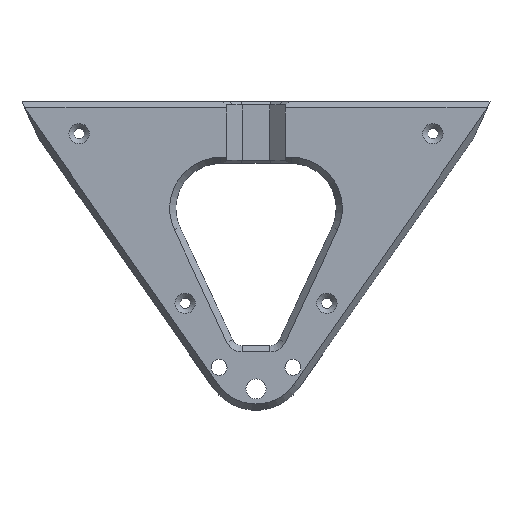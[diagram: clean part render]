
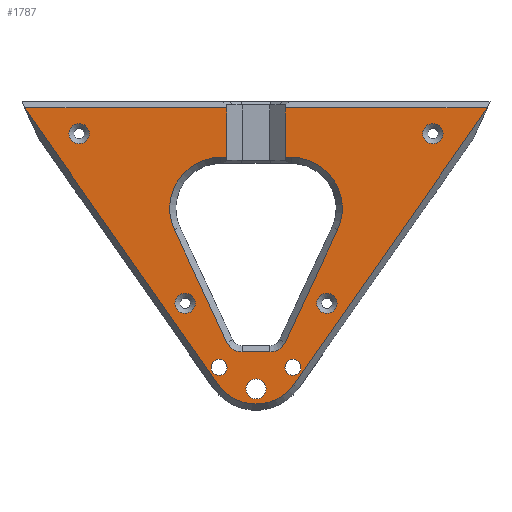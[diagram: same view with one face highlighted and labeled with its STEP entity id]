
A CAD part, top view. The second image highlights one B-rep face of the part: STEP entity #1787.
In plain terms, the highlighted planar face has unit normal (0, 0, 1).
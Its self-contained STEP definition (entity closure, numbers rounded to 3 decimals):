
#21=FACE_BOUND('',#227,.T.);
#22=FACE_BOUND('',#228,.T.);
#23=FACE_BOUND('',#229,.T.);
#24=FACE_BOUND('',#230,.T.);
#25=FACE_BOUND('',#231,.T.);
#26=FACE_BOUND('',#232,.T.);
#27=FACE_BOUND('',#233,.T.);
#42=PLANE('',#1903);
#127=FACE_OUTER_BOUND('',#226,.T.);
#226=EDGE_LOOP('',(#1249,#1250,#1251,#1252,#1253,#1254,#1255,#1256,#1257,
#1258,#1259,#1260,#1261,#1262,#1263,#1264,#1265,#1266));
#227=EDGE_LOOP('',(#1267));
#228=EDGE_LOOP('',(#1268));
#229=EDGE_LOOP('',(#1269));
#230=EDGE_LOOP('',(#1270));
#231=EDGE_LOOP('',(#1271));
#232=EDGE_LOOP('',(#1272));
#233=EDGE_LOOP('',(#1273));
#348=LINE('',#2582,#555);
#349=LINE('',#2586,#556);
#350=LINE('',#2590,#557);
#351=LINE('',#2594,#558);
#352=LINE('',#2598,#559);
#353=LINE('',#2600,#560);
#354=LINE('',#2602,#561);
#355=LINE('',#2604,#562);
#356=LINE('',#2605,#563);
#357=LINE('',#2607,#564);
#358=LINE('',#2609,#565);
#359=LINE('',#2611,#566);
#360=LINE('',#2612,#567);
#555=VECTOR('',#2068,1.941);
#556=VECTOR('',#2071,40.228);
#557=VECTOR('',#2074,9.);
#558=VECTOR('',#2077,40.228);
#559=VECTOR('',#2080,1.941);
#560=VECTOR('',#2081,16.);
#561=VECTOR('',#2082,65.589);
#562=VECTOR('',#2083,0.316);
#563=VECTOR('',#2084,109.263);
#564=VECTOR('',#2085,109.263);
#565=VECTOR('',#2086,0.316);
#566=VECTOR('',#2087,65.589);
#567=VECTOR('',#2088,16.);
#760=CIRCLE('',#1902,15.);
#761=CIRCLE('',#1904,16.6);
#762=CIRCLE('',#1905,5.5);
#763=CIRCLE('',#1906,5.5);
#764=CIRCLE('',#1907,16.6);
#765=CIRCLE('',#1908,3.25);
#766=CIRCLE('',#1909,3.3);
#767=CIRCLE('',#1910,3.3);
#768=CIRCLE('',#1911,3.3);
#769=CIRCLE('',#1912,3.3);
#770=CIRCLE('',#1913,2.6);
#771=CIRCLE('',#1914,2.6);
#813=VERTEX_POINT('',#2574);
#814=VERTEX_POINT('',#2575);
#815=VERTEX_POINT('',#2580);
#816=VERTEX_POINT('',#2581);
#817=VERTEX_POINT('',#2583);
#818=VERTEX_POINT('',#2585);
#819=VERTEX_POINT('',#2587);
#820=VERTEX_POINT('',#2589);
#821=VERTEX_POINT('',#2591);
#822=VERTEX_POINT('',#2593);
#823=VERTEX_POINT('',#2595);
#824=VERTEX_POINT('',#2597);
#825=VERTEX_POINT('',#2599);
#826=VERTEX_POINT('',#2601);
#827=VERTEX_POINT('',#2603);
#828=VERTEX_POINT('',#2606);
#829=VERTEX_POINT('',#2608);
#830=VERTEX_POINT('',#2610);
#831=VERTEX_POINT('',#2613);
#832=VERTEX_POINT('',#2615);
#833=VERTEX_POINT('',#2617);
#834=VERTEX_POINT('',#2619);
#835=VERTEX_POINT('',#2621);
#836=VERTEX_POINT('',#2623);
#837=VERTEX_POINT('',#2625);
#981=EDGE_CURVE('',#813,#814,#760,.T.);
#984=EDGE_CURVE('',#815,#816,#348,.T.);
#985=EDGE_CURVE('',#817,#815,#761,.T.);
#986=EDGE_CURVE('',#818,#817,#349,.T.);
#987=EDGE_CURVE('',#819,#818,#762,.T.);
#988=EDGE_CURVE('',#820,#819,#350,.T.);
#989=EDGE_CURVE('',#821,#820,#763,.T.);
#990=EDGE_CURVE('',#822,#821,#351,.T.);
#991=EDGE_CURVE('',#823,#822,#764,.T.);
#992=EDGE_CURVE('',#824,#823,#352,.T.);
#993=EDGE_CURVE('',#824,#825,#353,.T.);
#994=EDGE_CURVE('',#825,#826,#354,.T.);
#995=EDGE_CURVE('',#826,#827,#355,.T.);
#996=EDGE_CURVE('',#827,#813,#356,.T.);
#997=EDGE_CURVE('',#814,#828,#357,.T.);
#998=EDGE_CURVE('',#828,#829,#358,.T.);
#999=EDGE_CURVE('',#829,#830,#359,.T.);
#1000=EDGE_CURVE('',#816,#830,#360,.T.);
#1001=EDGE_CURVE('',#831,#831,#765,.T.);
#1002=EDGE_CURVE('',#832,#832,#766,.T.);
#1003=EDGE_CURVE('',#833,#833,#767,.T.);
#1004=EDGE_CURVE('',#834,#834,#768,.T.);
#1005=EDGE_CURVE('',#835,#835,#769,.T.);
#1006=EDGE_CURVE('',#836,#836,#770,.T.);
#1007=EDGE_CURVE('',#837,#837,#771,.T.);
#1249=ORIENTED_EDGE('',*,*,#984,.F.);
#1250=ORIENTED_EDGE('',*,*,#985,.F.);
#1251=ORIENTED_EDGE('',*,*,#986,.F.);
#1252=ORIENTED_EDGE('',*,*,#987,.F.);
#1253=ORIENTED_EDGE('',*,*,#988,.F.);
#1254=ORIENTED_EDGE('',*,*,#989,.F.);
#1255=ORIENTED_EDGE('',*,*,#990,.F.);
#1256=ORIENTED_EDGE('',*,*,#991,.F.);
#1257=ORIENTED_EDGE('',*,*,#992,.F.);
#1258=ORIENTED_EDGE('',*,*,#993,.T.);
#1259=ORIENTED_EDGE('',*,*,#994,.T.);
#1260=ORIENTED_EDGE('',*,*,#995,.T.);
#1261=ORIENTED_EDGE('',*,*,#996,.T.);
#1262=ORIENTED_EDGE('',*,*,#981,.T.);
#1263=ORIENTED_EDGE('',*,*,#997,.T.);
#1264=ORIENTED_EDGE('',*,*,#998,.T.);
#1265=ORIENTED_EDGE('',*,*,#999,.T.);
#1266=ORIENTED_EDGE('',*,*,#1000,.F.);
#1267=ORIENTED_EDGE('',*,*,#1001,.T.);
#1268=ORIENTED_EDGE('',*,*,#1002,.T.);
#1269=ORIENTED_EDGE('',*,*,#1003,.T.);
#1270=ORIENTED_EDGE('',*,*,#1004,.T.);
#1271=ORIENTED_EDGE('',*,*,#1005,.T.);
#1272=ORIENTED_EDGE('',*,*,#1006,.F.);
#1273=ORIENTED_EDGE('',*,*,#1007,.F.);
#1787=ADVANCED_FACE('',(#127,#21,#22,#23,#24,#25,#26,#27),#42,.T.);
#1902=AXIS2_PLACEMENT_3D('',#2576,#2062,#2063);
#1903=AXIS2_PLACEMENT_3D('',#2579,#2066,#2067);
#1904=AXIS2_PLACEMENT_3D('',#2584,#2069,#2070);
#1905=AXIS2_PLACEMENT_3D('',#2588,#2072,#2073);
#1906=AXIS2_PLACEMENT_3D('',#2592,#2075,#2076);
#1907=AXIS2_PLACEMENT_3D('',#2596,#2078,#2079);
#1908=AXIS2_PLACEMENT_3D('',#2614,#2089,#2090);
#1909=AXIS2_PLACEMENT_3D('',#2616,#2091,#2092);
#1910=AXIS2_PLACEMENT_3D('',#2618,#2093,#2094);
#1911=AXIS2_PLACEMENT_3D('',#2620,#2095,#2096);
#1912=AXIS2_PLACEMENT_3D('',#2622,#2097,#2098);
#1913=AXIS2_PLACEMENT_3D('',#2624,#2099,#2100);
#1914=AXIS2_PLACEMENT_3D('',#2626,#2101,#2102);
#2062=DIRECTION('center_axis',(0.,0.,1.));
#2063=DIRECTION('ref_axis',(-0.819,-0.574,0.));
#2066=DIRECTION('center_axis',(0.,0.,1.));
#2067=DIRECTION('ref_axis',(0.,1.,0.));
#2068=DIRECTION('',(-1.,0.,0.));
#2069=DIRECTION('center_axis',(0.,0.,1.));
#2070=DIRECTION('ref_axis',(0.906,-0.423,0.));
#2071=DIRECTION('',(0.423,0.906,0.));
#2072=DIRECTION('center_axis',(0.,0.,1.));
#2073=DIRECTION('ref_axis',(0.,-1.,0.));
#2074=DIRECTION('',(1.,0.,0.));
#2075=DIRECTION('center_axis',(0.,0.,1.));
#2076=DIRECTION('ref_axis',(-0.906,-0.423,0.));
#2077=DIRECTION('',(0.423,-0.906,0.));
#2078=DIRECTION('center_axis',(0.,0.,1.));
#2079=DIRECTION('ref_axis',(0.,1.,0.));
#2080=DIRECTION('',(-1.,0.,0.));
#2081=DIRECTION('',(0.,1.,0.));
#2082=DIRECTION('',(-1.,0.,0.));
#2083=DIRECTION('',(0.415,-0.91,0.));
#2084=DIRECTION('',(0.574,-0.819,0.));
#2085=DIRECTION('',(0.574,0.819,0.));
#2086=DIRECTION('',(0.415,0.91,0.));
#2087=DIRECTION('',(-1.,0.,0.));
#2088=DIRECTION('',(0.,1.,0.));
#2089=DIRECTION('center_axis',(0.,0.,-1.));
#2090=DIRECTION('ref_axis',(0.,-1.,0.));
#2091=DIRECTION('center_axis',(0.,0.,-1.));
#2092=DIRECTION('ref_axis',(0.,1.,0.));
#2093=DIRECTION('center_axis',(0.,0.,-1.));
#2094=DIRECTION('ref_axis',(0.,1.,0.));
#2095=DIRECTION('center_axis',(0.,0.,-1.));
#2096=DIRECTION('ref_axis',(0.,-1.,0.));
#2097=DIRECTION('center_axis',(0.,0.,-1.));
#2098=DIRECTION('ref_axis',(0.,-1.,0.));
#2099=DIRECTION('center_axis',(0.,0.,1.));
#2100=DIRECTION('ref_axis',(0.,1.,0.));
#2101=DIRECTION('center_axis',(0.,0.,1.));
#2102=DIRECTION('ref_axis',(0.,1.,0.));
#2574=CARTESIAN_POINT('',(-12.287,31.464,368.4));
#2575=CARTESIAN_POINT('',(12.287,31.464,368.4));
#2576=CARTESIAN_POINT('Origin',(0.,40.068,368.4));
#2579=CARTESIAN_POINT('Origin',(0.,0.,368.4));
#2580=CARTESIAN_POINT('',(11.441,105.255,368.4));
#2581=CARTESIAN_POINT('',(9.5,105.255,368.4));
#2582=CARTESIAN_POINT('',(11.441,105.255,368.4));
#2583=CARTESIAN_POINT('',(26.486,81.64,368.4));
#2584=CARTESIAN_POINT('Origin',(11.441,88.655,368.4));
#2585=CARTESIAN_POINT('',(9.485,45.181,368.4));
#2586=CARTESIAN_POINT('',(9.485,45.181,368.4));
#2587=CARTESIAN_POINT('',(4.5,42.005,368.4));
#2588=CARTESIAN_POINT('Origin',(4.5,47.505,368.4));
#2589=CARTESIAN_POINT('',(-4.5,42.005,368.4));
#2590=CARTESIAN_POINT('',(-4.5,42.005,368.4));
#2591=CARTESIAN_POINT('',(-9.485,45.181,368.4));
#2592=CARTESIAN_POINT('Origin',(-4.5,47.505,368.4));
#2593=CARTESIAN_POINT('',(-26.486,81.64,368.4));
#2594=CARTESIAN_POINT('',(-26.486,81.64,368.4));
#2595=CARTESIAN_POINT('',(-11.441,105.255,368.4));
#2596=CARTESIAN_POINT('Origin',(-11.441,88.655,368.4));
#2597=CARTESIAN_POINT('',(-9.5,105.255,368.4));
#2598=CARTESIAN_POINT('',(-9.5,105.255,368.4));
#2599=CARTESIAN_POINT('',(-9.5,121.255,368.4));
#2600=CARTESIAN_POINT('',(-9.5,105.255,368.4));
#2601=CARTESIAN_POINT('',(-75.089,121.255,368.4));
#2602=CARTESIAN_POINT('',(-9.5,121.255,368.4));
#2603=CARTESIAN_POINT('',(-74.958,120.968,368.4));
#2604=CARTESIAN_POINT('',(-75.089,121.255,368.4));
#2605=CARTESIAN_POINT('',(-74.958,120.968,368.4));
#2606=CARTESIAN_POINT('',(74.958,120.968,368.4));
#2607=CARTESIAN_POINT('',(12.287,31.464,368.4));
#2608=CARTESIAN_POINT('',(75.089,121.255,368.4));
#2609=CARTESIAN_POINT('',(74.958,120.968,368.4));
#2610=CARTESIAN_POINT('',(9.5,121.255,368.4));
#2611=CARTESIAN_POINT('',(75.089,121.255,368.4));
#2612=CARTESIAN_POINT('',(9.5,105.255,368.4));
#2613=CARTESIAN_POINT('',(-3.25,30.005,368.4));
#2614=CARTESIAN_POINT('Origin',(0.,30.005,368.4));
#2615=CARTESIAN_POINT('',(23.012,61.098,368.4));
#2616=CARTESIAN_POINT('Origin',(23.012,57.798,368.4));
#2617=CARTESIAN_POINT('',(57.457,116.221,368.4));
#2618=CARTESIAN_POINT('Origin',(57.457,112.921,368.4));
#2619=CARTESIAN_POINT('',(-23.012,61.098,368.4));
#2620=CARTESIAN_POINT('Origin',(-23.012,57.798,368.4));
#2621=CARTESIAN_POINT('',(-57.457,116.221,368.4));
#2622=CARTESIAN_POINT('Origin',(-57.457,112.921,368.4));
#2623=CARTESIAN_POINT('',(-12.,34.405,368.4));
#2624=CARTESIAN_POINT('Origin',(-12.,37.005,368.4));
#2625=CARTESIAN_POINT('',(12.,34.405,368.4));
#2626=CARTESIAN_POINT('Origin',(12.,37.005,368.4));
